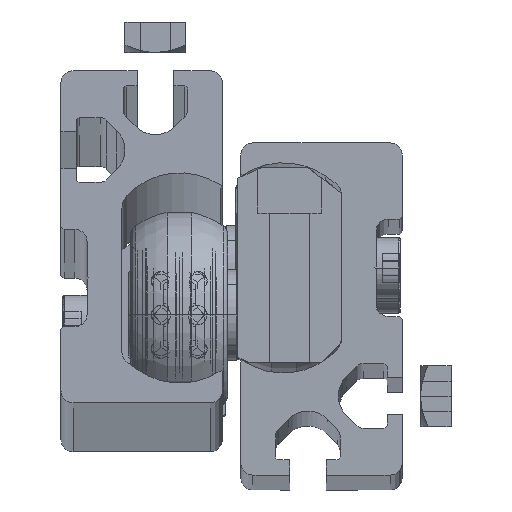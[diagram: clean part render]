
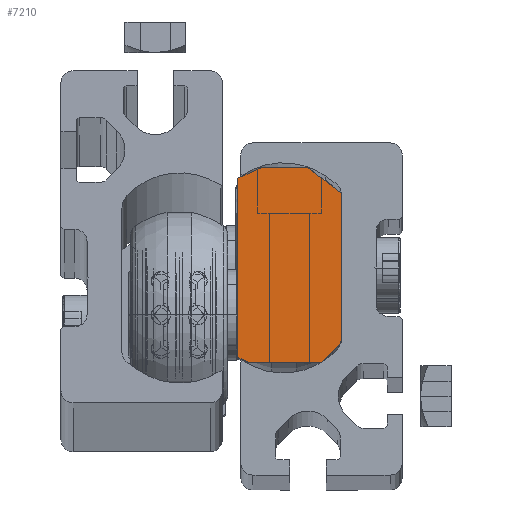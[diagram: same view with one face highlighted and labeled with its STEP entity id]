
A CAD part, top view. The second image highlights one B-rep face of the part: STEP entity #7210.
In plain terms, the highlighted face is planar.
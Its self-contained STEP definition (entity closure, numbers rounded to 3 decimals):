
#587 = CARTESIAN_POINT ( 'NONE',  ( -19., -12.2, 8.5 ) ) ;
#633 = VERTEX_POINT ( 'NONE', #4707 ) ;
#896 = DIRECTION ( 'NONE',  ( 0., 0.616, -0.788 ) ) ;
#1321 = LINE ( 'NONE', #6031, #20051 ) ;
#1600 = VERTEX_POINT ( 'NONE', #5538 ) ;
#1998 = CARTESIAN_POINT ( 'NONE',  ( -19., -14.661, -8.5 ) ) ;
#2116 = CARTESIAN_POINT ( 'NONE',  ( -19., 16.5, -4.6 ) ) ;
#2629 = VERTEX_POINT ( 'NONE', #18273 ) ;
#2700 = VERTEX_POINT ( 'NONE', #1998 ) ;
#2896 = DIRECTION ( 'NONE',  ( 0., -0.423, -0.906 ) ) ;
#2934 = VECTOR ( 'NONE', #2896, 1000. ) ;
#4212 = EDGE_CURVE ( 'NONE', #19161, #11440, #9360, .T. ) ;
#4409 = EDGE_CURVE ( 'NONE', #13615, #15518, #14215, .T. ) ;
#4433 = VECTOR ( 'NONE', #13438, 1000. ) ;
#4594 = CARTESIAN_POINT ( 'NONE',  ( -19., -15.5, 5.2 ) ) ;
#4685 = CARTESIAN_POINT ( 'NONE',  ( -19., -12.2, 8.5 ) ) ;
#4707 = CARTESIAN_POINT ( 'NONE',  ( -19., 16.5, 3. ) ) ;
#4862 = DIRECTION ( 'NONE',  ( 0., -0.423, 0.906 ) ) ;
#5262 = VECTOR ( 'NONE', #5334, 1000. ) ;
#5334 = DIRECTION ( 'NONE',  ( 0., -1., 0. ) ) ;
#5538 = CARTESIAN_POINT ( 'NONE',  ( -19., -15.5, -6.7 ) ) ;
#6031 = CARTESIAN_POINT ( 'NONE',  ( -19., 12.203, 8.5 ) ) ;
#6840 = EDGE_CURVE ( 'NONE', #11440, #2700, #15991, .T. ) ;
#6970 = DIRECTION ( 'NONE',  ( 0., 0., 1. ) ) ;
#6999 = CARTESIAN_POINT ( 'NONE',  ( -19., 14.681, -8.5 ) ) ;
#7210 = ADVANCED_FACE ( 'NONE', ( #16162 ), #8515, .T. ) ;
#7359 = ORIENTED_EDGE ( 'NONE', *, *, #19202, .T. ) ;
#7986 = ORIENTED_EDGE ( 'NONE', *, *, #4212, .T. ) ;
#8218 = DIRECTION ( 'NONE',  ( 0., -0.707, -0.707 ) ) ;
#8265 = EDGE_LOOP ( 'NONE', ( #16194, #10028, #7986, #16091, #20148, #10201, #14568, #7359 ) ) ;
#8515 = PLANE ( 'NONE',  #11604 ) ;
#8551 = VECTOR ( 'NONE', #8218, 1000. ) ;
#9338 = LINE ( 'NONE', #12638, #14202 ) ;
#9360 = LINE ( 'NONE', #12256, #2934 ) ;
#10028 = ORIENTED_EDGE ( 'NONE', *, *, #12958, .F. ) ;
#10201 = ORIENTED_EDGE ( 'NONE', *, *, #16475, .F. ) ;
#10605 = LINE ( 'NONE', #12151, #16208 ) ;
#11092 = DIRECTION ( 'NONE',  ( 0., 0., -1. ) ) ;
#11420 = CARTESIAN_POINT ( 'NONE',  ( -19., 14.681, -8.5 ) ) ;
#11436 = DIRECTION ( 'NONE',  ( -1., 0., 0. ) ) ;
#11440 = VERTEX_POINT ( 'NONE', #11420 ) ;
#11495 = LINE ( 'NONE', #2116, #4433 ) ;
#11604 = AXIS2_PLACEMENT_3D ( 'NONE', #17930, #11436, #6970 ) ;
#11803 = EDGE_CURVE ( 'NONE', #2700, #1600, #19032, .T. ) ;
#12151 = CARTESIAN_POINT ( 'NONE',  ( -19., -12.2, 8.5 ) ) ;
#12256 = CARTESIAN_POINT ( 'NONE',  ( -19., 16.5, -4.6 ) ) ;
#12638 = CARTESIAN_POINT ( 'NONE',  ( -19., -15.5, 5.2 ) ) ;
#12909 = VECTOR ( 'NONE', #4862, 1000. ) ;
#12958 = EDGE_CURVE ( 'NONE', #19161, #633, #11495, .T. ) ;
#13438 = DIRECTION ( 'NONE',  ( 0., 0., 1. ) ) ;
#13615 = VERTEX_POINT ( 'NONE', #587 ) ;
#14202 = VECTOR ( 'NONE', #11092, 1000. ) ;
#14215 = LINE ( 'NONE', #4685, #8551 ) ;
#14568 = ORIENTED_EDGE ( 'NONE', *, *, #4409, .F. ) ;
#14853 = EDGE_CURVE ( 'NONE', #2629, #633, #1321, .T. ) ;
#14945 = DIRECTION ( 'NONE',  ( 0., 1., 0. ) ) ;
#15518 = VERTEX_POINT ( 'NONE', #4594 ) ;
#15991 = LINE ( 'NONE', #6999, #5262 ) ;
#16091 = ORIENTED_EDGE ( 'NONE', *, *, #6840, .T. ) ;
#16162 = FACE_OUTER_BOUND ( 'NONE', #8265, .T. ) ;
#16194 = ORIENTED_EDGE ( 'NONE', *, *, #14853, .T. ) ;
#16208 = VECTOR ( 'NONE', #14945, 1000. ) ;
#16475 = EDGE_CURVE ( 'NONE', #15518, #1600, #9338, .T. ) ;
#17930 = CARTESIAN_POINT ( 'NONE',  ( -19., 1.5, 22.2 ) ) ;
#18273 = CARTESIAN_POINT ( 'NONE',  ( -19., 12.203, 8.5 ) ) ;
#18560 = CARTESIAN_POINT ( 'NONE',  ( -19., 16.5, -4.6 ) ) ;
#18936 = CARTESIAN_POINT ( 'NONE',  ( -19., -14.661, -8.5 ) ) ;
#19032 = LINE ( 'NONE', #18936, #12909 ) ;
#19161 = VERTEX_POINT ( 'NONE', #18560 ) ;
#19202 = EDGE_CURVE ( 'NONE', #13615, #2629, #10605, .T. ) ;
#20051 = VECTOR ( 'NONE', #896, 1000. ) ;
#20148 = ORIENTED_EDGE ( 'NONE', *, *, #11803, .T. ) ;
